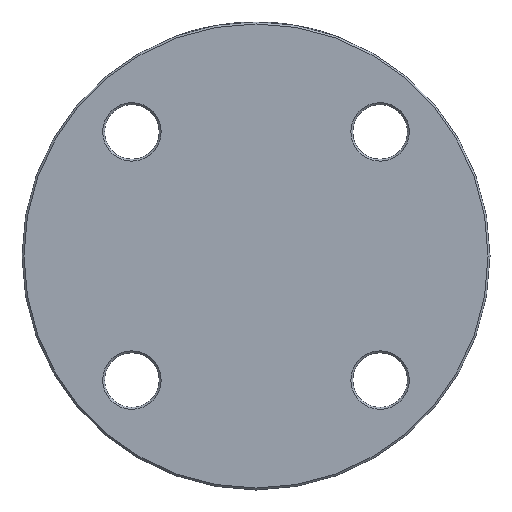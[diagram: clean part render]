
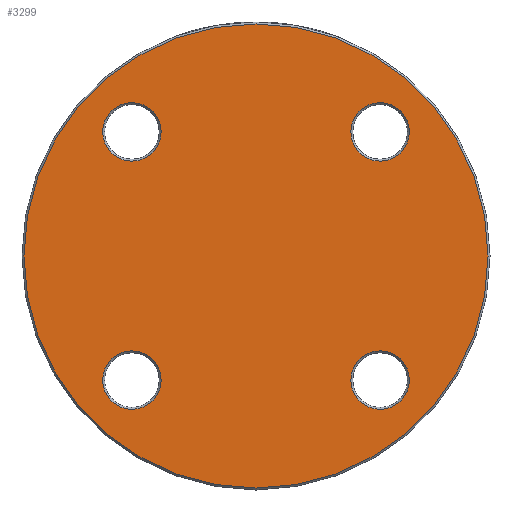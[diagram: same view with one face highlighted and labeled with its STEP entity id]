
A CAD part, left-side view. The second image highlights one B-rep face of the part: STEP entity #3299.
In plain terms, the highlighted planar face has unit normal (-1, 0, 0).
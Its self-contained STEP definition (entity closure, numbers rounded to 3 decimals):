
#38 = ORIENTED_EDGE ( 'NONE', *, *, #2794, .T. ) ;
#92 = CARTESIAN_POINT ( 'NONE',  ( 0., 0., 0. ) ) ;
#292 = AXIS2_PLACEMENT_3D ( 'NONE', #1385, #2670, #1817 ) ;
#428 = DIRECTION ( 'NONE',  ( 1., 0., 0. ) ) ;
#748 = CARTESIAN_POINT ( 'NONE',  ( 0., 31.82, 24.32 ) ) ;
#759 = CARTESIAN_POINT ( 'NONE',  ( 0., 31.82, 31.82 ) ) ;
#917 = DIRECTION ( 'NONE',  ( 0., 0., -1. ) ) ;
#939 = EDGE_CURVE ( 'NONE', #5283, #5283, #3555, .T. ) ;
#991 = AXIS2_PLACEMENT_3D ( 'NONE', #759, #2834, #2358 ) ;
#1215 = DIRECTION ( 'NONE',  ( 0., 0., -1. ) ) ;
#1308 = FACE_BOUND ( 'NONE', #2426, .T. ) ;
#1382 = ORIENTED_EDGE ( 'NONE', *, *, #2110, .T. ) ;
#1385 = CARTESIAN_POINT ( 'NONE',  ( 0., 31.82, -31.82 ) ) ;
#1441 = EDGE_LOOP ( 'NONE', ( #38 ) ) ;
#1509 = AXIS2_PLACEMENT_3D ( 'NONE', #3850, #1801, #4137 ) ;
#1525 = VERTEX_POINT ( 'NONE', #3566 ) ;
#1550 = VERTEX_POINT ( 'NONE', #1995 ) ;
#1586 = AXIS2_PLACEMENT_3D ( 'NONE', #2839, #3712, #4482 ) ;
#1589 = CIRCLE ( 'NONE', #1509, 59.5 ) ;
#1618 = CARTESIAN_POINT ( 'NONE',  ( 0., -31.82, -31.82 ) ) ;
#1651 = FACE_OUTER_BOUND ( 'NONE', #3255, .T. ) ;
#1770 = FACE_BOUND ( 'NONE', #1441, .T. ) ;
#1788 = ORIENTED_EDGE ( 'NONE', *, *, #2824, .T. ) ;
#1801 = DIRECTION ( 'NONE',  ( -1., 0., 0. ) ) ;
#1817 = DIRECTION ( 'NONE',  ( 0., 0., -1. ) ) ;
#1995 = CARTESIAN_POINT ( 'NONE',  ( 0., 31.82, -39.32 ) ) ;
#2110 = EDGE_CURVE ( 'NONE', #1550, #1550, #5184, .T. ) ;
#2211 = EDGE_LOOP ( 'NONE', ( #1788 ) ) ;
#2358 = DIRECTION ( 'NONE',  ( 0., 0., -1. ) ) ;
#2371 = CARTESIAN_POINT ( 'NONE',  ( 0., -31.82, -39.32 ) ) ;
#2397 = VERTEX_POINT ( 'NONE', #4366 ) ;
#2426 = EDGE_LOOP ( 'NONE', ( #3592 ) ) ;
#2508 = EDGE_LOOP ( 'NONE', ( #1382 ) ) ;
#2542 = FACE_BOUND ( 'NONE', #2508, .T. ) ;
#2621 = AXIS2_PLACEMENT_3D ( 'NONE', #92, #4925, #917 ) ;
#2670 = DIRECTION ( 'NONE',  ( 1., 0., 0. ) ) ;
#2794 = EDGE_CURVE ( 'NONE', #3974, #3974, #3210, .T. ) ;
#2824 = EDGE_CURVE ( 'NONE', #1525, #1525, #3207, .T. ) ;
#2834 = DIRECTION ( 'NONE',  ( 1., 0., 0. ) ) ;
#2839 = CARTESIAN_POINT ( 'NONE',  ( 0., -31.82, 31.82 ) ) ;
#3124 = EDGE_CURVE ( 'NONE', #2397, #2397, #1589, .T. ) ;
#3207 = CIRCLE ( 'NONE', #1586, 7.5 ) ;
#3210 = CIRCLE ( 'NONE', #4919, 7.5 ) ;
#3255 = EDGE_LOOP ( 'NONE', ( #4404 ) ) ;
#3299 = ADVANCED_FACE ( 'NONE', ( #1770, #3698, #1308, #1651, #2542 ), #5035, .F. ) ;
#3555 = CIRCLE ( 'NONE', #991, 7.5 ) ;
#3566 = CARTESIAN_POINT ( 'NONE',  ( 0., -31.82, 24.32 ) ) ;
#3592 = ORIENTED_EDGE ( 'NONE', *, *, #939, .T. ) ;
#3698 = FACE_BOUND ( 'NONE', #2211, .T. ) ;
#3712 = DIRECTION ( 'NONE',  ( 1., 0., 0. ) ) ;
#3850 = CARTESIAN_POINT ( 'NONE',  ( 0., 0., 0. ) ) ;
#3974 = VERTEX_POINT ( 'NONE', #2371 ) ;
#4137 = DIRECTION ( 'NONE',  ( 0., 0., -1. ) ) ;
#4366 = CARTESIAN_POINT ( 'NONE',  ( 0., 0., -59.5 ) ) ;
#4404 = ORIENTED_EDGE ( 'NONE', *, *, #3124, .T. ) ;
#4482 = DIRECTION ( 'NONE',  ( 0., 0., -1. ) ) ;
#4919 = AXIS2_PLACEMENT_3D ( 'NONE', #1618, #428, #1215 ) ;
#4925 = DIRECTION ( 'NONE',  ( 1., 0., 0. ) ) ;
#5035 = PLANE ( 'NONE',  #2621 ) ;
#5184 = CIRCLE ( 'NONE', #292, 7.5 ) ;
#5283 = VERTEX_POINT ( 'NONE', #748 ) ;
